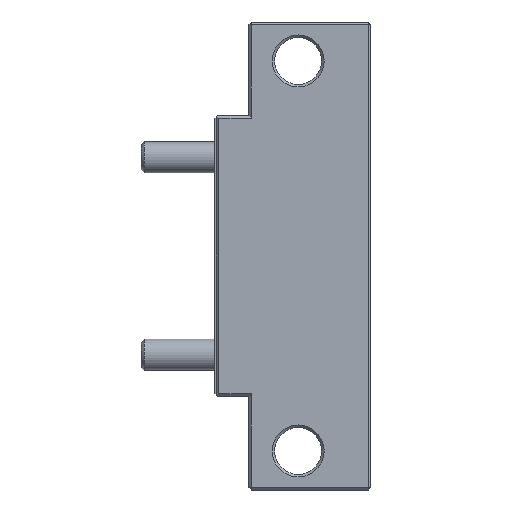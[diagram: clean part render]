
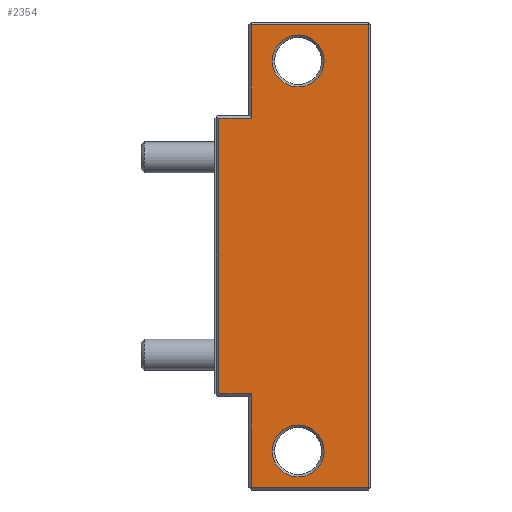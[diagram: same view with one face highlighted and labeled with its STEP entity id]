
A CAD part, front view. The second image highlights one B-rep face of the part: STEP entity #2354.
In plain terms, the highlighted planar face has unit normal (0, -1, 0).
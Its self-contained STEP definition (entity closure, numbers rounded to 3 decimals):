
#97=FACE_BOUND('',#365,.T.);
#98=FACE_BOUND('',#366,.T.);
#119=CIRCLE('',#2513,5.);
#120=CIRCLE('',#2514,5.);
#230=FACE_OUTER_BOUND('',#364,.T.);
#364=EDGE_LOOP('',(#1469,#1470,#1471,#1472,#1473,#1474,#1475,#1476));
#365=EDGE_LOOP('',(#1477));
#366=EDGE_LOOP('',(#1478));
#520=LINE('',#3447,#716);
#525=LINE('',#3457,#721);
#526=LINE('',#3459,#722);
#527=LINE('',#3461,#723);
#528=LINE('',#3463,#724);
#529=LINE('',#3465,#725);
#530=LINE('',#3467,#726);
#531=LINE('',#3468,#727);
#716=VECTOR('',#2760,10.);
#721=VECTOR('',#2767,10.);
#722=VECTOR('',#2768,10.);
#723=VECTOR('',#2769,10.);
#724=VECTOR('',#2770,10.);
#725=VECTOR('',#2771,10.);
#726=VECTOR('',#2772,10.);
#727=VECTOR('',#2773,10.);
#912=VERTEX_POINT('',#3444);
#913=VERTEX_POINT('',#3446);
#917=VERTEX_POINT('',#3456);
#918=VERTEX_POINT('',#3458);
#919=VERTEX_POINT('',#3460);
#920=VERTEX_POINT('',#3462);
#921=VERTEX_POINT('',#3464);
#922=VERTEX_POINT('',#3466);
#923=VERTEX_POINT('',#3469);
#924=VERTEX_POINT('',#3471);
#1130=EDGE_CURVE('',#912,#913,#520,.T.);
#1135=EDGE_CURVE('',#917,#912,#525,.T.);
#1136=EDGE_CURVE('',#918,#917,#526,.T.);
#1137=EDGE_CURVE('',#919,#918,#527,.T.);
#1138=EDGE_CURVE('',#920,#919,#528,.T.);
#1139=EDGE_CURVE('',#921,#920,#529,.T.);
#1140=EDGE_CURVE('',#922,#921,#530,.T.);
#1141=EDGE_CURVE('',#913,#922,#531,.T.);
#1142=EDGE_CURVE('',#923,#923,#119,.T.);
#1143=EDGE_CURVE('',#924,#924,#120,.T.);
#1469=ORIENTED_EDGE('',*,*,#1130,.F.);
#1470=ORIENTED_EDGE('',*,*,#1135,.F.);
#1471=ORIENTED_EDGE('',*,*,#1136,.F.);
#1472=ORIENTED_EDGE('',*,*,#1137,.F.);
#1473=ORIENTED_EDGE('',*,*,#1138,.F.);
#1474=ORIENTED_EDGE('',*,*,#1139,.F.);
#1475=ORIENTED_EDGE('',*,*,#1140,.F.);
#1476=ORIENTED_EDGE('',*,*,#1141,.F.);
#1477=ORIENTED_EDGE('',*,*,#1142,.F.);
#1478=ORIENTED_EDGE('',*,*,#1143,.F.);
#2132=PLANE('',#2512);
#2354=ADVANCED_FACE('',(#230,#97,#98),#2132,.T.);
#2512=AXIS2_PLACEMENT_3D('',#3455,#2765,#2766);
#2513=AXIS2_PLACEMENT_3D('',#3470,#2774,#2775);
#2514=AXIS2_PLACEMENT_3D('',#3472,#2776,#2777);
#2760=DIRECTION('',(0.,0.,1.));
#2765=DIRECTION('center_axis',(0.,-1.,0.));
#2766=DIRECTION('ref_axis',(1.,0.,0.));
#2767=DIRECTION('',(-1.,0.,0.));
#2768=DIRECTION('',(0.,0.,1.));
#2769=DIRECTION('',(-1.,0.,0.));
#2770=DIRECTION('',(0.,0.,-1.));
#2771=DIRECTION('',(1.,0.,0.));
#2772=DIRECTION('',(0.,0.,1.));
#2773=DIRECTION('',(1.,0.,0.));
#2774=DIRECTION('center_axis',(0.,-1.,0.));
#2775=DIRECTION('ref_axis',(1.,0.,0.));
#2776=DIRECTION('center_axis',(0.,-1.,0.));
#2777=DIRECTION('ref_axis',(1.,0.,0.));
#3444=CARTESIAN_POINT('',(0.75,0.,18.5));
#3446=CARTESIAN_POINT('',(0.75,0.,71.5));
#3447=CARTESIAN_POINT('',(0.75,0.,36.));
#3455=CARTESIAN_POINT('Origin',(0.,0.,0.));
#3456=CARTESIAN_POINT('',(7.,0.,18.5));
#3457=CARTESIAN_POINT('',(3.,0.,18.5));
#3458=CARTESIAN_POINT('',(7.,0.,0.5));
#3459=CARTESIAN_POINT('',(7.,0.,0.));
#3460=CARTESIAN_POINT('',(29.5,0.,0.5));
#3461=CARTESIAN_POINT('',(3.823,0.,0.5));
#3462=CARTESIAN_POINT('',(29.5,0.,89.5));
#3463=CARTESIAN_POINT('',(29.5,0.,0.));
#3464=CARTESIAN_POINT('',(7.,0.,89.5));
#3465=CARTESIAN_POINT('',(3.823,0.,89.5));
#3466=CARTESIAN_POINT('',(7.,0.,71.5));
#3467=CARTESIAN_POINT('',(7.,0.,36.));
#3468=CARTESIAN_POINT('',(0.,0.,71.5));
#3469=CARTESIAN_POINT('',(11.,0.,7.5));
#3470=CARTESIAN_POINT('Origin',(16.,0.,7.5));
#3471=CARTESIAN_POINT('',(11.,0.,82.5));
#3472=CARTESIAN_POINT('Origin',(16.,0.,82.5));
